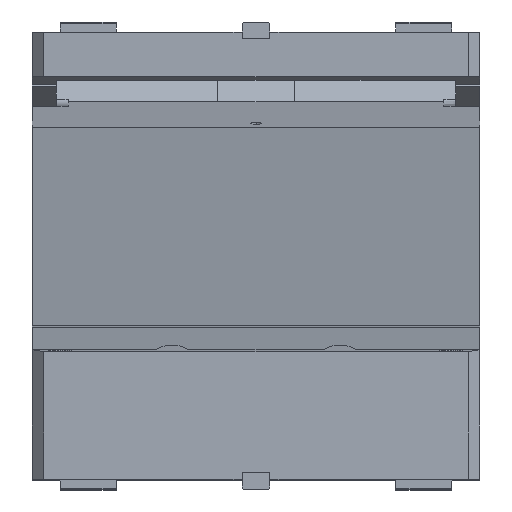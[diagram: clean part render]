
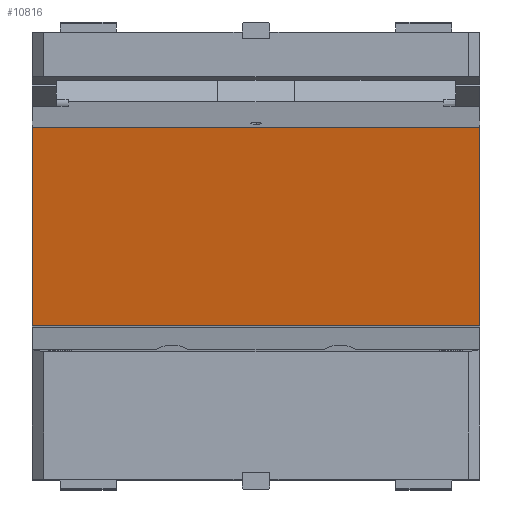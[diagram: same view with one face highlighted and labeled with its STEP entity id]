
A CAD part, top view. The second image highlights one B-rep face of the part: STEP entity #10816.
In plain terms, the highlighted planar face has unit normal (0, -0.174, 0.985).
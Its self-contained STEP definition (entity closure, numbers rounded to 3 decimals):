
#9445=CARTESIAN_POINT('Vertex',(-200.,88.633,15.628)) ;
#9448=CARTESIAN_POINT('Line Origine',(0.,88.633,15.628)) ;
#9452=CARTESIAN_POINT('Vertex',(200.,88.633,15.628)) ;
#9645=CARTESIAN_POINT('Line Origine',(200.,0.,0.)) ;
#9649=CARTESIAN_POINT('Vertex',(200.,-88.633,-15.628)) ;
#10781=CARTESIAN_POINT('Line Origine',(0.,-88.633,-15.628)) ;
#10785=CARTESIAN_POINT('Vertex',(-200.,-88.633,-15.628)) ;
#10800=CARTESIAN_POINT('Axis2P3D Location',(200.,88.633,15.628)) ;
#10805=CARTESIAN_POINT('Line Origine',(-200.,0.,0.)) ;
#9449=DIRECTION('Vector Direction',(-1.,0.,0.)) ;
#9646=DIRECTION('Vector Direction',(0.,-0.985,-0.174)) ;
#10782=DIRECTION('Vector Direction',(-1.,0.,0.)) ;
#10801=DIRECTION('Axis2P3D Direction',(0.,0.174,-0.985)) ;
#10802=DIRECTION('Axis2P3D XDirection',(0.,0.985,0.174)) ;
#10806=DIRECTION('Vector Direction',(0.,-0.985,-0.174)) ;
#10803=AXIS2_PLACEMENT_3D('Plane Axis2P3D',#10800,#10801,#10802) ;
#10811=ORIENTED_EDGE('',*,*,#10787,.F.) ;
#10812=ORIENTED_EDGE('',*,*,#9651,.F.) ;
#10813=ORIENTED_EDGE('',*,*,#9454,.T.) ;
#10814=ORIENTED_EDGE('',*,*,#10809,.T.) ;
#9450=VECTOR('Line Direction',#9449,1.) ;
#9647=VECTOR('Line Direction',#9646,1.) ;
#10783=VECTOR('Line Direction',#10782,1.) ;
#10807=VECTOR('Line Direction',#10806,1.) ;
#10816=ADVANCED_FACE('CAM SLIDER',(#10815),#10804,.F.) ;
#9454=EDGE_CURVE('',#9453,#9446,#9451,.T.) ;
#9651=EDGE_CURVE('',#9453,#9650,#9648,.T.) ;
#10787=EDGE_CURVE('',#9650,#10786,#10784,.T.) ;
#10809=EDGE_CURVE('',#9446,#10786,#10808,.T.) ;
#10810=EDGE_LOOP('',(#10811,#10812,#10813,#10814)) ;
#10815=FACE_OUTER_BOUND('',#10810,.T.) ;
#9451=LINE('Line',#9448,#9450) ;
#9648=LINE('Line',#9645,#9647) ;
#10784=LINE('Line',#10781,#10783) ;
#10808=LINE('Line',#10805,#10807) ;
#10804=PLANE('Plane',#10803) ;
#9446=VERTEX_POINT('',#9445) ;
#9453=VERTEX_POINT('',#9452) ;
#9650=VERTEX_POINT('',#9649) ;
#10786=VERTEX_POINT('',#10785) ;
